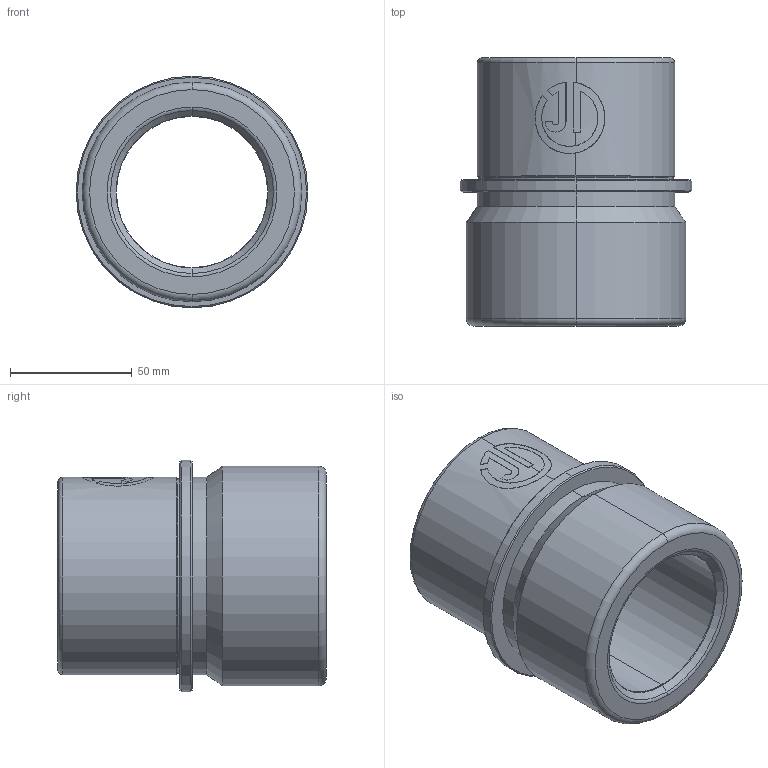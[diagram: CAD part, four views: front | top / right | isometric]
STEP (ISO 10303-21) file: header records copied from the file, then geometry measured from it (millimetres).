
FILE_DESCRIPTION (( 'STEP AP214' ), '1' );
FILE_NAME ('685QM-D50-L110.STEP', '2021-10-28T03:40:43', ( '' ), ( '' ), 'SwSTEP 2.0', 'SolidWorks 2016', '' );
FILE_SCHEMA (( 'AUTOMOTIVE_DESIGN' ));
Length unit declared in the file: millimetre
Products named in the file (2): 685QM-D50-L110
Bounding box: 95 x 110 x 95 mm (x, y, z)
Volume: 297325 mm3; surface area: 59497.1 mm2
Topology: 1 solids, 1 shells, 57 faces, 128 edges, 76 vertices
Faces by surface type: cylinder 15, cone 12, torus 12, plane 10, bspline 8
Entity records: 3268 total; most frequent: CARTESIAN_POINT 1985, DIRECTION 260, ORIENTED_EDGE 256, EDGE_CURVE 128, AXIS2_PLACEMENT_3D 112, VERTEX_POINT 76, EDGE_LOOP 62, CIRCLE 61
